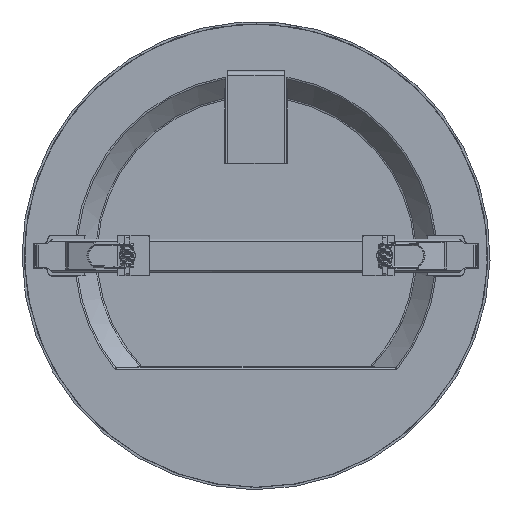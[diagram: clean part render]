
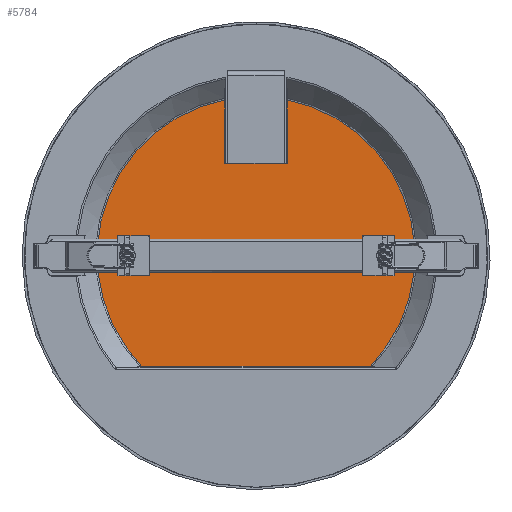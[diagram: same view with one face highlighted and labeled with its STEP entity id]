
A CAD part, front view. The second image highlights one B-rep face of the part: STEP entity #5784.
In plain terms, the highlighted face is planar.
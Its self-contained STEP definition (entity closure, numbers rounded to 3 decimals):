
#378 = CARTESIAN_POINT ( 'NONE',  ( 20.043, -59., -13.85 ) ) ;
#1770 = VERTEX_POINT ( 'NONE', #13305 ) ;
#1954 = DIRECTION ( 'NONE',  ( 0., 0., 1. ) ) ;
#2572 = AXIS2_PLACEMENT_3D ( 'NONE', #20932, #27191, #3573 ) ;
#2595 = VECTOR ( 'NONE', #9042, 1000. ) ;
#3165 = CARTESIAN_POINT ( 'NONE',  ( -20.043, -59., -13.85 ) ) ;
#3304 = VERTEX_POINT ( 'NONE', #9902 ) ;
#3395 = CARTESIAN_POINT ( 'NONE',  ( -20.043, -99.859, -13.85 ) ) ;
#3554 = CARTESIAN_POINT ( 'NONE',  ( 3., 70.82, -13.85 ) ) ;
#3573 = DIRECTION ( 'NONE',  ( 0., 1., 0. ) ) ;
#3587 = AXIS2_PLACEMENT_3D ( 'NONE', #19147, #5770, #8318 ) ;
#5770 = DIRECTION ( 'NONE',  ( 0., 0., 1. ) ) ;
#5784 = ADVANCED_FACE ( 'NONE', ( #7972 ), #27333, .T. ) ;
#5799 = LINE ( 'NONE', #3395, #10638 ) ;
#7929 = LINE ( 'NONE', #25165, #9791 ) ;
#7972 = FACE_OUTER_BOUND ( 'NONE', #10562, .T. ) ;
#8206 = DIRECTION ( 'NONE',  ( 1., 0., 0. ) ) ;
#8318 = DIRECTION ( 'NONE',  ( 0.197, -0.98, 0. ) ) ;
#8562 = CIRCLE ( 'NONE', #3587, 101.851 ) ;
#8931 = EDGE_CURVE ( 'NONE', #14170, #23648, #27316, .T. ) ;
#9042 = DIRECTION ( 'NONE',  ( 0., -1., 0. ) ) ;
#9791 = VECTOR ( 'NONE', #8206, 1000. ) ;
#9798 = DIRECTION ( 'NONE',  ( 0., 1., 0. ) ) ;
#9902 = CARTESIAN_POINT ( 'NONE',  ( -20.043, -99.859, -13.85 ) ) ;
#10562 = EDGE_LOOP ( 'NONE', ( #20538, #10828, #11208, #14342, #18173, #13592 ) ) ;
#10638 = VECTOR ( 'NONE', #9798, 1000. ) ;
#10722 = EDGE_CURVE ( 'NONE', #1770, #23648, #8562, .T. ) ;
#10828 = ORIENTED_EDGE ( 'NONE', *, *, #18130, .T. ) ;
#11208 = ORIENTED_EDGE ( 'NONE', *, *, #21944, .T. ) ;
#11429 = AXIS2_PLACEMENT_3D ( 'NONE', #25982, #1954, #27981 ) ;
#11721 = VECTOR ( 'NONE', #12361, 1000. ) ;
#11843 = VERTEX_POINT ( 'NONE', #21673 ) ;
#12361 = DIRECTION ( 'NONE',  ( 1., 0., 0. ) ) ;
#13305 = CARTESIAN_POINT ( 'NONE',  ( 20.043, -99.859, -13.85 ) ) ;
#13592 = ORIENTED_EDGE ( 'NONE', *, *, #10722, .T. ) ;
#14170 = VERTEX_POINT ( 'NONE', #17585 ) ;
#14342 = ORIENTED_EDGE ( 'NONE', *, *, #24264, .T. ) ;
#15378 = VERTEX_POINT ( 'NONE', #3165 ) ;
#17585 = CARTESIAN_POINT ( 'NONE',  ( -73.199, 70.82, -13.85 ) ) ;
#18130 = EDGE_CURVE ( 'NONE', #14170, #3304, #25079, .T. ) ;
#18173 = ORIENTED_EDGE ( 'NONE', *, *, #26239, .T. ) ;
#18766 = CARTESIAN_POINT ( 'NONE',  ( 73.199, 70.82, -13.85 ) ) ;
#19147 = CARTESIAN_POINT ( 'NONE',  ( 0., 0., -13.85 ) ) ;
#19854 = LINE ( 'NONE', #378, #2595 ) ;
#20538 = ORIENTED_EDGE ( 'NONE', *, *, #8931, .F. ) ;
#20932 = CARTESIAN_POINT ( 'NONE',  ( 0., 0., -13.85 ) ) ;
#21673 = CARTESIAN_POINT ( 'NONE',  ( 20.043, -59., -13.85 ) ) ;
#21944 = EDGE_CURVE ( 'NONE', #3304, #15378, #5799, .T. ) ;
#23648 = VERTEX_POINT ( 'NONE', #18766 ) ;
#24264 = EDGE_CURVE ( 'NONE', #15378, #11843, #7929, .T. ) ;
#25079 = CIRCLE ( 'NONE', #11429, 101.851 ) ;
#25165 = CARTESIAN_POINT ( 'NONE',  ( -20.043, -59., -13.85 ) ) ;
#25982 = CARTESIAN_POINT ( 'NONE',  ( 0., 0., -13.85 ) ) ;
#26239 = EDGE_CURVE ( 'NONE', #11843, #1770, #19854, .T. ) ;
#27191 = DIRECTION ( 'NONE',  ( 0., 0., 1. ) ) ;
#27316 = LINE ( 'NONE', #3554, #11721 ) ;
#27333 = PLANE ( 'NONE',  #2572 ) ;
#27981 = DIRECTION ( 'NONE',  ( -0.719, 0.695, 0. ) ) ;
